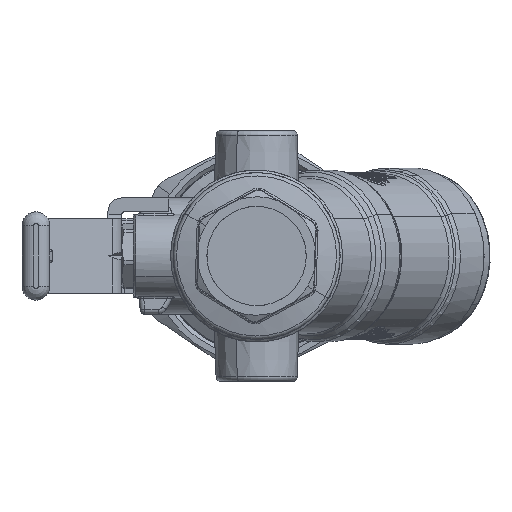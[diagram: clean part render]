
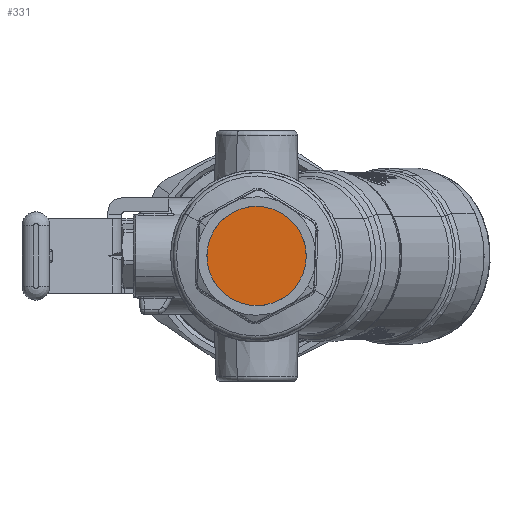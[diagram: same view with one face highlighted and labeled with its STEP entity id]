
A CAD part, left-side view. The second image highlights one B-rep face of the part: STEP entity #331.
In plain terms, the highlighted planar face has unit normal (-1, 0, 0).
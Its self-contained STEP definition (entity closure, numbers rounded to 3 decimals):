
#308=CARTESIAN_POINT('Axis2P3D Location',(-76.889,0.,0.)) ;
#313=CARTESIAN_POINT('Axis2P3D Location',(-76.889,0.,0.)) ;
#317=CARTESIAN_POINT('Vertex',(-76.889,-9.202,-5.438)) ;
#319=CARTESIAN_POINT('Vertex',(-76.889,9.202,5.438)) ;
#322=CARTESIAN_POINT('Axis2P3D Location',(-76.889,0.,0.)) ;
#309=DIRECTION('Axis2P3D Direction',(-1.,0.,0.)) ;
#310=DIRECTION('Axis2P3D XDirection',(0.,1.,0.)) ;
#314=DIRECTION('Axis2P3D Direction',(-1.,0.,0.)) ;
#323=DIRECTION('Axis2P3D Direction',(-1.,0.,0.)) ;
#311=AXIS2_PLACEMENT_3D('Plane Axis2P3D',#308,#309,#310) ;
#315=AXIS2_PLACEMENT_3D('Circle Axis2P3D',#313,#314,$) ;
#324=AXIS2_PLACEMENT_3D('Circle Axis2P3D',#322,#323,$) ;
#328=ORIENTED_EDGE('',*,*,#321,.T.) ;
#329=ORIENTED_EDGE('',*,*,#326,.T.) ;
#331=ADVANCED_FACE('PartBody',(#330),#312,.T.) ;
#316=CIRCLE('generated circle',#315,10.689) ;
#325=CIRCLE('generated circle',#324,10.689) ;
#321=EDGE_CURVE('',#318,#320,#316,.T.) ;
#326=EDGE_CURVE('',#320,#318,#325,.T.) ;
#327=EDGE_LOOP('',(#328,#329)) ;
#330=FACE_OUTER_BOUND('',#327,.T.) ;
#312=PLANE('',#311) ;
#318=VERTEX_POINT('',#317) ;
#320=VERTEX_POINT('',#319) ;
